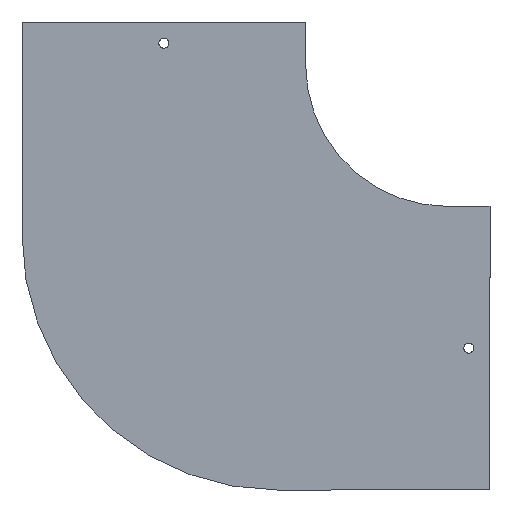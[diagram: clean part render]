
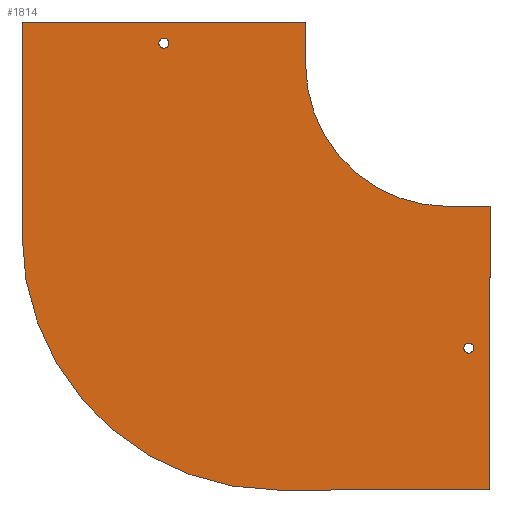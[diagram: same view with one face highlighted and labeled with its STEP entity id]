
A CAD part, front view. The second image highlights one B-rep face of the part: STEP entity #1814.
In plain terms, the highlighted planar face has unit normal (0, -1, 0).
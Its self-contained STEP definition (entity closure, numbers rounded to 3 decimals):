
#5 = DIRECTION ( 'NONE',  ( 0., 0., -1. ) ) ;
#8 = CARTESIAN_POINT ( 'NONE',  ( 200., 0., -30. ) ) ;
#10 = DIRECTION ( 'NONE',  ( 0., -1., 0. ) ) ;
#12 = CARTESIAN_POINT ( 'NONE',  ( 230., 0., -330. ) ) ;
#27 = FACE_OUTER_BOUND ( 'NONE', #1328, .T. ) ;
#30 = FACE_BOUND ( 'NONE', #1381, .T. ) ;
#34 = FACE_BOUND ( 'NONE', #1382, .T. ) ;
#63 = VERTEX_POINT ( 'NONE', #232 ) ;
#64 = VERTEX_POINT ( 'NONE', #225 ) ;
#170 = DIRECTION ( 'NONE',  ( 0., 1., 0. ) ) ;
#172 = CARTESIAN_POINT ( 'NONE',  ( 80., 0., -150. ) ) ;
#174 = PLANE ( 'NONE',  #713 ) ;
#176 = DIRECTION ( 'NONE',  ( 0., 0., 1. ) ) ;
#225 = CARTESIAN_POINT ( 'NONE',  ( 0., 0., -18.5 ) ) ;
#232 = CARTESIAN_POINT ( 'NONE',  ( 215., 0., -233.5 ) ) ;
#259 = DIRECTION ( 'NONE',  ( 0., 0., -1. ) ) ;
#262 = EDGE_CURVE ( 'NONE', #1420, #1426, #1027, .T. ) ;
#265 = EDGE_CURVE ( 'NONE', #1432, #1441, #1028, .T. ) ;
#273 = EDGE_CURVE ( 'NONE', #1441, #1448, #1044, .T. ) ;
#276 = EDGE_CURVE ( 'NONE', #1448, #1402, #1049, .T. ) ;
#286 = EDGE_CURVE ( 'NONE', #63, #63, #1064, .T. ) ;
#287 = EDGE_CURVE ( 'NONE', #64, #64, #1069, .T. ) ;
#311 = DIRECTION ( 'NONE',  ( -1., 0., 0. ) ) ;
#314 = CARTESIAN_POINT ( 'NONE',  ( 80., 0., -330. ) ) ;
#320 = CARTESIAN_POINT ( 'NONE',  ( 80., 0., -150. ) ) ;
#321 = DIRECTION ( 'NONE',  ( 0., 1., 0. ) ) ;
#322 = DIRECTION ( 'NONE',  ( 0., 0., 1. ) ) ;
#348 = CARTESIAN_POINT ( 'NONE',  ( 215., 0., -230. ) ) ;
#349 = DIRECTION ( 'NONE',  ( 0., -1., 0. ) ) ;
#350 = DIRECTION ( 'NONE',  ( 0., 0., -1. ) ) ;
#352 = CARTESIAN_POINT ( 'NONE',  ( 0., 0., -15. ) ) ;
#353 = DIRECTION ( 'NONE',  ( 0., -1., 0. ) ) ;
#354 = DIRECTION ( 'NONE',  ( 0., 0., -1. ) ) ;
#615 = EDGE_CURVE ( 'NONE', #1408, #1407, #1220, .T. ) ;
#620 = EDGE_CURVE ( 'NONE', #1402, #1408, #1255, .T. ) ;
#624 = EDGE_CURVE ( 'NONE', #1426, #1432, #1262, .T. ) ;
#629 = EDGE_CURVE ( 'NONE', #1407, #1420, #1271, .T. ) ;
#633 = AXIS2_PLACEMENT_3D ( 'NONE', #8, #10, #259 ) ;
#637 = AXIS2_PLACEMENT_3D ( 'NONE', #320, #321, #322 ) ;
#643 = AXIS2_PLACEMENT_3D ( 'NONE', #348, #349, #350 ) ;
#644 = AXIS2_PLACEMENT_3D ( 'NONE', #352, #353, #354 ) ;
#713 = AXIS2_PLACEMENT_3D ( 'NONE', #172, #170, #176 ) ;
#809 = ORIENTED_EDGE ( 'NONE', *, *, #286, .F. ) ;
#810 = ORIENTED_EDGE ( 'NONE', *, *, #287, .F. ) ;
#811 = ORIENTED_EDGE ( 'NONE', *, *, #273, .F. ) ;
#812 = ORIENTED_EDGE ( 'NONE', *, *, #265, .F. ) ;
#813 = ORIENTED_EDGE ( 'NONE', *, *, #624, .F. ) ;
#814 = ORIENTED_EDGE ( 'NONE', *, *, #262, .F. ) ;
#815 = ORIENTED_EDGE ( 'NONE', *, *, #629, .F. ) ;
#816 = ORIENTED_EDGE ( 'NONE', *, *, #615, .F. ) ;
#817 = ORIENTED_EDGE ( 'NONE', *, *, #620, .F. ) ;
#818 = ORIENTED_EDGE ( 'NONE', *, *, #276, .F. ) ;
#1027 = CIRCLE ( 'NONE', #633, 100. ) ;
#1028 = LINE ( 'NONE', #12, #1033 ) ;
#1033 = VECTOR ( 'NONE', #5, 1000. ) ;
#1044 = LINE ( 'NONE', #314, #1048 ) ;
#1048 = VECTOR ( 'NONE', #311, 1000. ) ;
#1049 = CIRCLE ( 'NONE', #637, 180. ) ;
#1064 = CIRCLE ( 'NONE', #643, 3.5 ) ;
#1069 = CIRCLE ( 'NONE', #644, 3.5 ) ;
#1220 = LINE ( 'NONE', #1583, #1248 ) ;
#1248 = VECTOR ( 'NONE', #1588, 1000. ) ;
#1255 = LINE ( 'NONE', #1587, #1257 ) ;
#1257 = VECTOR ( 'NONE', #1582, 1000. ) ;
#1262 = LINE ( 'NONE', #1606, #1265 ) ;
#1265 = VECTOR ( 'NONE', #1607, 1000. ) ;
#1271 = LINE ( 'NONE', #1608, #1273 ) ;
#1273 = VECTOR ( 'NONE', #1609, 1000. ) ;
#1328 = EDGE_LOOP ( 'NONE', ( #811, #812, #813, #814, #815, #816, #817, #818 ) ) ;
#1381 = EDGE_LOOP ( 'NONE', ( #809 ) ) ;
#1382 = EDGE_LOOP ( 'NONE', ( #810 ) ) ;
#1402 = VERTEX_POINT ( 'NONE', #1623 ) ;
#1407 = VERTEX_POINT ( 'NONE', #1629 ) ;
#1408 = VERTEX_POINT ( 'NONE', #1632 ) ;
#1420 = VERTEX_POINT ( 'NONE', #1643 ) ;
#1426 = VERTEX_POINT ( 'NONE', #1649 ) ;
#1432 = VERTEX_POINT ( 'NONE', #1655 ) ;
#1441 = VERTEX_POINT ( 'NONE', #1664 ) ;
#1448 = VERTEX_POINT ( 'NONE', #1671 ) ;
#1582 = DIRECTION ( 'NONE',  ( 0., 0., 1. ) ) ;
#1583 = CARTESIAN_POINT ( 'NONE',  ( -100., 0., 0. ) ) ;
#1587 = CARTESIAN_POINT ( 'NONE',  ( -100., 0., 0. ) ) ;
#1588 = DIRECTION ( 'NONE',  ( 1., 0., 0. ) ) ;
#1606 = CARTESIAN_POINT ( 'NONE',  ( 230., 0., -130. ) ) ;
#1607 = DIRECTION ( 'NONE',  ( 1., 0., 0. ) ) ;
#1608 = CARTESIAN_POINT ( 'NONE',  ( 100., 0., 0. ) ) ;
#1609 = DIRECTION ( 'NONE',  ( 0., 0., -1. ) ) ;
#1623 = CARTESIAN_POINT ( 'NONE',  ( -100., 0., -150. ) ) ;
#1629 = CARTESIAN_POINT ( 'NONE',  ( 100., 0., 0. ) ) ;
#1632 = CARTESIAN_POINT ( 'NONE',  ( -100., 0., 0. ) ) ;
#1643 = CARTESIAN_POINT ( 'NONE',  ( 100., 0., -30. ) ) ;
#1649 = CARTESIAN_POINT ( 'NONE',  ( 200., 0., -130. ) ) ;
#1655 = CARTESIAN_POINT ( 'NONE',  ( 230., 0., -130. ) ) ;
#1664 = CARTESIAN_POINT ( 'NONE',  ( 230., 0., -330. ) ) ;
#1671 = CARTESIAN_POINT ( 'NONE',  ( 80., 0., -330. ) ) ;
#1814 = ADVANCED_FACE ( 'NONE', ( #30, #34, #27 ), #174, .F. ) ;
